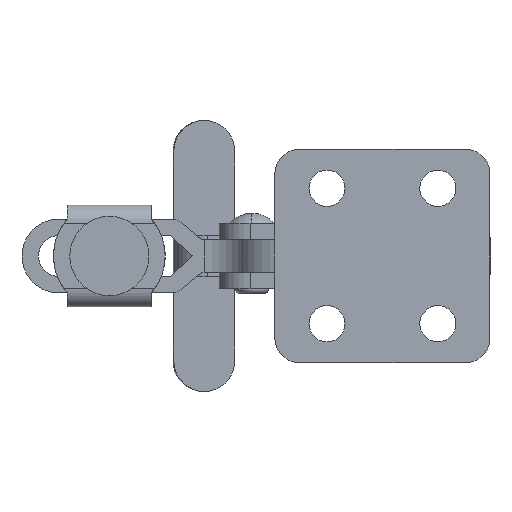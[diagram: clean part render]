
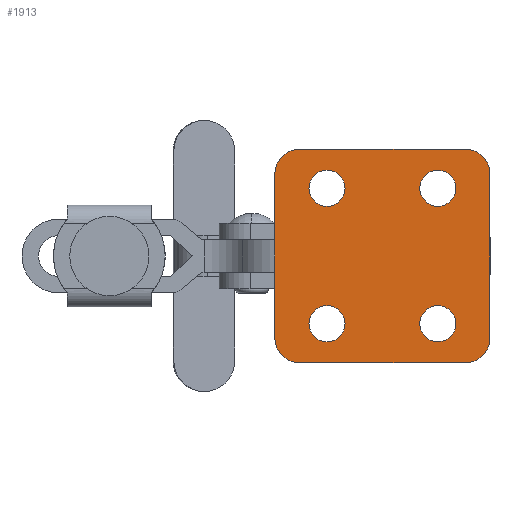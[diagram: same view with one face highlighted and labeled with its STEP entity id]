
A CAD part, front view. The second image highlights one B-rep face of the part: STEP entity #1913.
In plain terms, the highlighted planar face has unit normal (0, -1, 0).
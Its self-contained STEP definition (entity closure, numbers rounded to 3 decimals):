
#36 = ORIENTED_EDGE ( 'NONE', *, *, #6652, .T. ) ;
#138 = CARTESIAN_POINT ( 'NONE',  ( 3.494, 25.5, 21.15 ) ) ;
#145 = DIRECTION ( 'NONE',  ( 0., 1., 0. ) ) ;
#212 = ORIENTED_EDGE ( 'NONE', *, *, #3331, .T. ) ;
#299 = ORIENTED_EDGE ( 'NONE', *, *, #4053, .T. ) ;
#306 = VERTEX_POINT ( 'NONE', #138 ) ;
#340 = CARTESIAN_POINT ( 'NONE',  ( 23.344, 25.5, 2.9 ) ) ;
#414 = DIRECTION ( 'NONE',  ( 0., 1., 0. ) ) ;
#579 = ORIENTED_EDGE ( 'NONE', *, *, #6095, .F. ) ;
#659 = VERTEX_POINT ( 'NONE', #9763 ) ;
#662 = AXIS2_PLACEMENT_3D ( 'NONE', #7389, #8168, #3578 ) ;
#750 = ORIENTED_EDGE ( 'NONE', *, *, #4853, .T. ) ;
#780 = VERTEX_POINT ( 'NONE', #5245 ) ;
#872 = AXIS2_PLACEMENT_3D ( 'NONE', #2085, #7407, #2816 ) ;
#895 = CIRCLE ( 'NONE', #2065, 2.2 ) ;
#1032 = ORIENTED_EDGE ( 'NONE', *, *, #7443, .T. ) ;
#1061 = CIRCLE ( 'NONE', #9007, 3. ) ;
#1092 = DIRECTION ( 'NONE',  ( 1., 0., 0. ) ) ;
#1147 = EDGE_CURVE ( 'NONE', #7214, #9133, #3687, .T. ) ;
#1186 = DIRECTION ( 'NONE',  ( 0., 1., 0. ) ) ;
#1260 = ORIENTED_EDGE ( 'NONE', *, *, #4115, .F. ) ;
#1335 = DIRECTION ( 'NONE',  ( 0., 0., 1. ) ) ;
#1354 = AXIS2_PLACEMENT_3D ( 'NONE', #2243, #7592, #2990 ) ;
#1420 = CARTESIAN_POINT ( 'NONE',  ( 9.844, 25.5, 2.9 ) ) ;
#1510 = CARTESIAN_POINT ( 'NONE',  ( 26.694, 25.5, -1.85 ) ) ;
#1562 = VERTEX_POINT ( 'NONE', #2434 ) ;
#1759 = VECTOR ( 'NONE', #1335, 1000. ) ;
#1766 = VERTEX_POINT ( 'NONE', #7980 ) ;
#1836 = EDGE_CURVE ( 'NONE', #9133, #7214, #8622, .T. ) ;
#1913 = ADVANCED_FACE ( 'NONE', ( #3816, #4072, #9682, #7643, #5626 ), #5835, .F. ) ;
#1923 = CARTESIAN_POINT ( 'NONE',  ( 9.844, 25.5, 19.4 ) ) ;
#2065 = AXIS2_PLACEMENT_3D ( 'NONE', #4979, #414, #5766 ) ;
#2085 = CARTESIAN_POINT ( 'NONE',  ( 23.344, 25.5, 2.9 ) ) ;
#2110 = CARTESIAN_POINT ( 'NONE',  ( 3.494, 25.5, -1.85 ) ) ;
#2161 = DIRECTION ( 'NONE',  ( 0., 1., 0. ) ) ;
#2188 = DIRECTION ( 'NONE',  ( 1., 0., 0. ) ) ;
#2243 = CARTESIAN_POINT ( 'NONE',  ( 26.694, 25.5, 21.15 ) ) ;
#2335 = CARTESIAN_POINT ( 'NONE',  ( 7.644, 25.5, 19.4 ) ) ;
#2390 = ORIENTED_EDGE ( 'NONE', *, *, #1147, .T. ) ;
#2434 = CARTESIAN_POINT ( 'NONE',  ( 25.544, 25.5, 19.4 ) ) ;
#2535 = ORIENTED_EDGE ( 'NONE', *, *, #7258, .T. ) ;
#2621 = CARTESIAN_POINT ( 'NONE',  ( 6.494, 25.5, 21.15 ) ) ;
#2657 = DIRECTION ( 'NONE',  ( -1., 0., 0. ) ) ;
#2785 = AXIS2_PLACEMENT_3D ( 'NONE', #1420, #6757, #2188 ) ;
#2816 = DIRECTION ( 'NONE',  ( 1., 0., 0. ) ) ;
#2990 = DIRECTION ( 'NONE',  ( -1., 0., 0. ) ) ;
#3056 = DIRECTION ( 'NONE',  ( 0., 1., 0. ) ) ;
#3233 = EDGE_LOOP ( 'NONE', ( #2535, #299 ) ) ;
#3331 = EDGE_CURVE ( 'NONE', #5036, #1766, #6877, .T. ) ;
#3376 = DIRECTION ( 'NONE',  ( -1., 0., 0. ) ) ;
#3492 = CIRCLE ( 'NONE', #7429, 2.2 ) ;
#3578 = DIRECTION ( 'NONE',  ( 1., 0., 0. ) ) ;
#3619 = CARTESIAN_POINT ( 'NONE',  ( 29.694, 25.5, 21.15 ) ) ;
#3645 = AXIS2_PLACEMENT_3D ( 'NONE', #2621, #7981, #3376 ) ;
#3687 = CIRCLE ( 'NONE', #5538, 2.2 ) ;
#3816 = FACE_BOUND ( 'NONE', #8704, .T. ) ;
#3905 = DIRECTION ( 'NONE',  ( 0., 0., -1. ) ) ;
#3907 = VERTEX_POINT ( 'NONE', #5585 ) ;
#3935 = VERTEX_POINT ( 'NONE', #5171 ) ;
#4053 = EDGE_CURVE ( 'NONE', #1562, #8777, #4469, .T. ) ;
#4072 = FACE_BOUND ( 'NONE', #5435, .T. ) ;
#4115 = EDGE_CURVE ( 'NONE', #3907, #3935, #1061, .T. ) ;
#4142 = DIRECTION ( 'NONE',  ( -1., 0., 0. ) ) ;
#4380 = VECTOR ( 'NONE', #3905, 1000. ) ;
#4469 = CIRCLE ( 'NONE', #4900, 2.2 ) ;
#4709 = CARTESIAN_POINT ( 'NONE',  ( 23.344, 25.5, 19.4 ) ) ;
#4853 = EDGE_CURVE ( 'NONE', #659, #6705, #9320, .T. ) ;
#4894 = ORIENTED_EDGE ( 'NONE', *, *, #6367, .T. ) ;
#4900 = AXIS2_PLACEMENT_3D ( 'NONE', #9888, #6205, #6796 ) ;
#4979 = CARTESIAN_POINT ( 'NONE',  ( 9.844, 25.5, 2.9 ) ) ;
#5036 = VERTEX_POINT ( 'NONE', #6872 ) ;
#5111 = EDGE_CURVE ( 'NONE', #6705, #659, #5476, .T. ) ;
#5171 = CARTESIAN_POINT ( 'NONE',  ( 3.494, 25.5, 1.15 ) ) ;
#5245 = CARTESIAN_POINT ( 'NONE',  ( 29.694, 25.5, 1.15 ) ) ;
#5388 = VERTEX_POINT ( 'NONE', #1510 ) ;
#5435 = EDGE_LOOP ( 'NONE', ( #750, #6970 ) ) ;
#5465 = AXIS2_PLACEMENT_3D ( 'NONE', #7652, #3056, #8431 ) ;
#5476 = CIRCLE ( 'NONE', #6333, 2.2 ) ;
#5486 = DIRECTION ( 'NONE',  ( -1., 0., 0. ) ) ;
#5526 = EDGE_CURVE ( 'NONE', #8544, #780, #9551, .T. ) ;
#5538 = AXIS2_PLACEMENT_3D ( 'NONE', #1923, #7242, #2657 ) ;
#5585 = CARTESIAN_POINT ( 'NONE',  ( 6.494, 25.5, -1.85 ) ) ;
#5626 = FACE_BOUND ( 'NONE', #5787, .T. ) ;
#5691 = DIRECTION ( 'NONE',  ( 0., 1., 0. ) ) ;
#5766 = DIRECTION ( 'NONE',  ( 1., 0., 0. ) ) ;
#5781 = CARTESIAN_POINT ( 'NONE',  ( 9.844, 25.5, 19.4 ) ) ;
#5787 = EDGE_LOOP ( 'NONE', ( #2390, #8171 ) ) ;
#5835 = PLANE ( 'NONE',  #662 ) ;
#5916 = EDGE_CURVE ( 'NONE', #7086, #6092, #6761, .T. ) ;
#5918 = CIRCLE ( 'NONE', #1354, 3. ) ;
#5979 = AXIS2_PLACEMENT_3D ( 'NONE', #5781, #1186, #6536 ) ;
#6092 = VERTEX_POINT ( 'NONE', #9264 ) ;
#6095 = EDGE_CURVE ( 'NONE', #5388, #3907, #6873, .T. ) ;
#6191 = CARTESIAN_POINT ( 'NONE',  ( 33.494, 25.5, -1.85 ) ) ;
#6205 = DIRECTION ( 'NONE',  ( 0., 1., 0. ) ) ;
#6244 = CARTESIAN_POINT ( 'NONE',  ( 29.694, 25.5, 28.15 ) ) ;
#6333 = AXIS2_PLACEMENT_3D ( 'NONE', #340, #5691, #1092 ) ;
#6367 = EDGE_CURVE ( 'NONE', #6092, #7086, #895, .T. ) ;
#6536 = DIRECTION ( 'NONE',  ( -1., 0., 0. ) ) ;
#6580 = EDGE_CURVE ( 'NONE', #3935, #306, #9639, .T. ) ;
#6631 = VECTOR ( 'NONE', #8515, 1000. ) ;
#6652 = EDGE_CURVE ( 'NONE', #8544, #5036, #5918, .T. ) ;
#6696 = EDGE_CURVE ( 'NONE', #780, #5388, #9746, .T. ) ;
#6700 = CARTESIAN_POINT ( 'NONE',  ( 7.644, 25.5, 2.9 ) ) ;
#6705 = VERTEX_POINT ( 'NONE', #7682 ) ;
#6757 = DIRECTION ( 'NONE',  ( 0., 1., 0. ) ) ;
#6761 = CIRCLE ( 'NONE', #2785, 2.2 ) ;
#6796 = DIRECTION ( 'NONE',  ( -1., 0., 0. ) ) ;
#6872 = CARTESIAN_POINT ( 'NONE',  ( 26.694, 25.5, 24.15 ) ) ;
#6873 = LINE ( 'NONE', #6191, #6631 ) ;
#6877 = LINE ( 'NONE', #9499, #7128 ) ;
#6970 = ORIENTED_EDGE ( 'NONE', *, *, #5111, .T. ) ;
#7086 = VERTEX_POINT ( 'NONE', #6700 ) ;
#7128 = VECTOR ( 'NONE', #4142, 1000. ) ;
#7214 = VERTEX_POINT ( 'NONE', #2335 ) ;
#7242 = DIRECTION ( 'NONE',  ( 0., 1., 0. ) ) ;
#7258 = EDGE_CURVE ( 'NONE', #8777, #1562, #3492, .T. ) ;
#7389 = CARTESIAN_POINT ( 'NONE',  ( 33.494, 25.5, -1.85 ) ) ;
#7407 = DIRECTION ( 'NONE',  ( 0., 1., 0. ) ) ;
#7429 = AXIS2_PLACEMENT_3D ( 'NONE', #4709, #145, #5486 ) ;
#7443 = EDGE_CURVE ( 'NONE', #1766, #306, #7687, .T. ) ;
#7524 = EDGE_LOOP ( 'NONE', ( #8626, #8682, #36, #212, #1032, #9725, #1260, #579 ) ) ;
#7592 = DIRECTION ( 'NONE',  ( 0., -1., 0. ) ) ;
#7643 = FACE_BOUND ( 'NONE', #3233, .T. ) ;
#7652 = CARTESIAN_POINT ( 'NONE',  ( 26.694, 25.5, 1.15 ) ) ;
#7682 = CARTESIAN_POINT ( 'NONE',  ( 25.544, 25.5, 2.9 ) ) ;
#7687 = CIRCLE ( 'NONE', #3645, 3. ) ;
#7763 = DIRECTION ( 'NONE',  ( -1., 0., 0. ) ) ;
#7980 = CARTESIAN_POINT ( 'NONE',  ( 6.494, 25.5, 24.15 ) ) ;
#7981 = DIRECTION ( 'NONE',  ( 0., -1., 0. ) ) ;
#8168 = DIRECTION ( 'NONE',  ( 0., 1., 0. ) ) ;
#8171 = ORIENTED_EDGE ( 'NONE', *, *, #1836, .T. ) ;
#8431 = DIRECTION ( 'NONE',  ( -1., 0., 0. ) ) ;
#8515 = DIRECTION ( 'NONE',  ( -1., 0., 0. ) ) ;
#8544 = VERTEX_POINT ( 'NONE', #3619 ) ;
#8566 = CARTESIAN_POINT ( 'NONE',  ( 21.144, 25.5, 19.4 ) ) ;
#8622 = CIRCLE ( 'NONE', #5979, 2.2 ) ;
#8626 = ORIENTED_EDGE ( 'NONE', *, *, #6696, .F. ) ;
#8682 = ORIENTED_EDGE ( 'NONE', *, *, #5526, .F. ) ;
#8704 = EDGE_LOOP ( 'NONE', ( #9849, #4894 ) ) ;
#8777 = VERTEX_POINT ( 'NONE', #8566 ) ;
#9007 = AXIS2_PLACEMENT_3D ( 'NONE', #9127, #2161, #7763 ) ;
#9127 = CARTESIAN_POINT ( 'NONE',  ( 6.494, 25.5, 1.15 ) ) ;
#9133 = VERTEX_POINT ( 'NONE', #9747 ) ;
#9264 = CARTESIAN_POINT ( 'NONE',  ( 12.044, 25.5, 2.9 ) ) ;
#9320 = CIRCLE ( 'NONE', #872, 2.2 ) ;
#9499 = CARTESIAN_POINT ( 'NONE',  ( 33.494, 25.5, 24.15 ) ) ;
#9551 = LINE ( 'NONE', #6244, #4380 ) ;
#9639 = LINE ( 'NONE', #2110, #1759 ) ;
#9682 = FACE_OUTER_BOUND ( 'NONE', #7524, .T. ) ;
#9725 = ORIENTED_EDGE ( 'NONE', *, *, #6580, .F. ) ;
#9746 = CIRCLE ( 'NONE', #5465, 3. ) ;
#9747 = CARTESIAN_POINT ( 'NONE',  ( 12.044, 25.5, 19.4 ) ) ;
#9763 = CARTESIAN_POINT ( 'NONE',  ( 21.144, 25.5, 2.9 ) ) ;
#9849 = ORIENTED_EDGE ( 'NONE', *, *, #5916, .T. ) ;
#9888 = CARTESIAN_POINT ( 'NONE',  ( 23.344, 25.5, 19.4 ) ) ;
